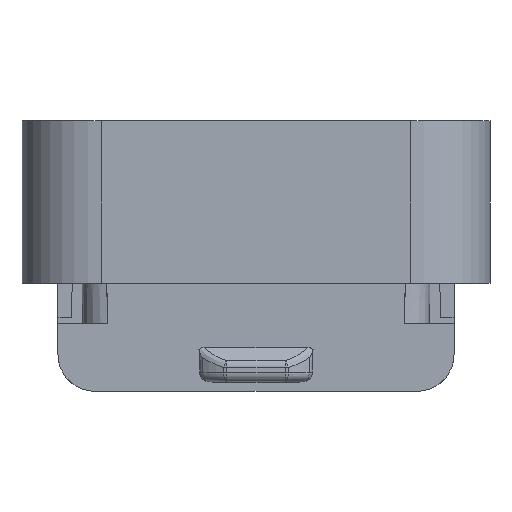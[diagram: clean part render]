
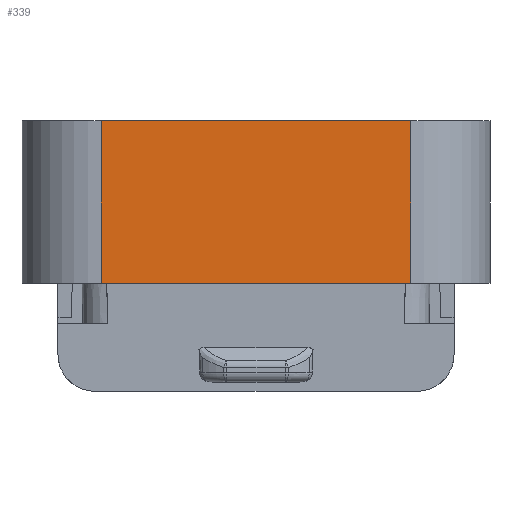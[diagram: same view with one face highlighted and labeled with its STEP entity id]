
A CAD part, front view. The second image highlights one B-rep face of the part: STEP entity #339.
In plain terms, the highlighted planar face has unit normal (0, -1, 0).
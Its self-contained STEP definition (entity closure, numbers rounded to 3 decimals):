
#339=ADVANCED_FACE('',(#917),#669,.F.);
#669=PLANE('',#6202);
#917=FACE_OUTER_BOUND('',#1237,.T.);
#1237=EDGE_LOOP('',(#1804,#1805,#1806,#1807));
#1804=ORIENTED_EDGE('',*,*,#4042,.T.);
#1805=ORIENTED_EDGE('',*,*,#4088,.T.);
#1806=ORIENTED_EDGE('',*,*,#4089,.T.);
#1807=ORIENTED_EDGE('',*,*,#4090,.F.);
#3453=VERTEX_POINT('',#8260);
#3454=VERTEX_POINT('',#8262);
#3496=VERTEX_POINT('',#8353);
#3497=VERTEX_POINT('',#8355);
#4042=EDGE_CURVE('',#3454,#3453,#4905,.T.);
#4088=EDGE_CURVE('',#3453,#3496,#4944,.T.);
#4089=EDGE_CURVE('',#3496,#3497,#4945,.T.);
#4090=EDGE_CURVE('',#3454,#3497,#4946,.T.);
#4905=LINE('',#8261,#5593);
#4944=LINE('',#8352,#5632);
#4945=LINE('',#8354,#5633);
#4946=LINE('',#8356,#5634);
#5593=VECTOR('',#6728,1.);
#5632=VECTOR('',#6787,1.);
#5633=VECTOR('',#6788,1.);
#5634=VECTOR('',#6789,1.);
#6202=AXIS2_PLACEMENT_3D('',#8357,#6790,#6791);
#6728=DIRECTION('',(1.,0.,0.));
#6787=DIRECTION('',(0.,0.,1.));
#6788=DIRECTION('',(-1.,0.,0.));
#6789=DIRECTION('',(0.,0.,1.));
#6790=DIRECTION('',(0.,1.,0.));
#6791=DIRECTION('',(0.,0.,1.));
#8260=CARTESIAN_POINT('',(16.75,-11.13,-10.9));
#8261=CARTESIAN_POINT('',(5.5,-11.13,-10.9));
#8262=CARTESIAN_POINT('',(-16.75,-11.13,-10.9));
#8352=CARTESIAN_POINT('',(16.75,-11.13,-10.9));
#8353=CARTESIAN_POINT('',(16.75,-11.13,6.7));
#8354=CARTESIAN_POINT('',(5.5,-11.13,6.7));
#8355=CARTESIAN_POINT('',(-16.75,-11.13,6.7));
#8356=CARTESIAN_POINT('',(-16.75,-11.13,-10.9));
#8357=CARTESIAN_POINT('',(5.5,-11.13,-10.9));
